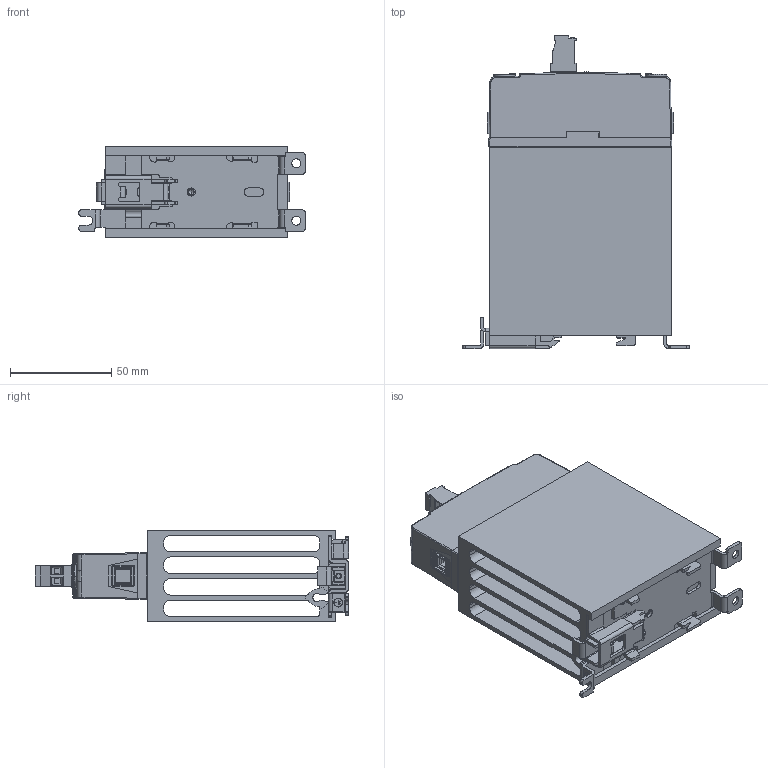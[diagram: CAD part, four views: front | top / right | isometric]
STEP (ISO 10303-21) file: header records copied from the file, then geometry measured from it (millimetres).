
FILE_DESCRIPTION (( 'STEP AP214' ), '1' );
FILE_NAME ('1104.STEP', '2017-11-22T01:22:13', ( '' ), ( '' ), 'SwSTEP 2.0', 'SolidWorks 2016', '' );
FILE_SCHEMA (( 'AUTOMOTIVE_DESIGN' ));
Length unit declared in the file: inch
Products named in the file (2): 1104
Bounding box: 111.49 x 154.42 x 45 mm (x, y, z)
Surface area: 149486.2 mm2 (no closed solid volume)
Topology: 0 solids, 24 shells, 3021 faces, 7842 edges, 4893 vertices
Faces by surface type: plane 1275, cylinder 1036, bspline 368, sphere 136, cone 114, torus 92
Entity records: 118640 total; most frequent: CARTESIAN_POINT 47184, ORIENTED_EDGE 15642, DIRECTION 13149, EDGE_CURVE 7827, VERTEX_POINT 4892, AXIS2_PLACEMENT_3D 4398, LINE 4353, VECTOR 4353
